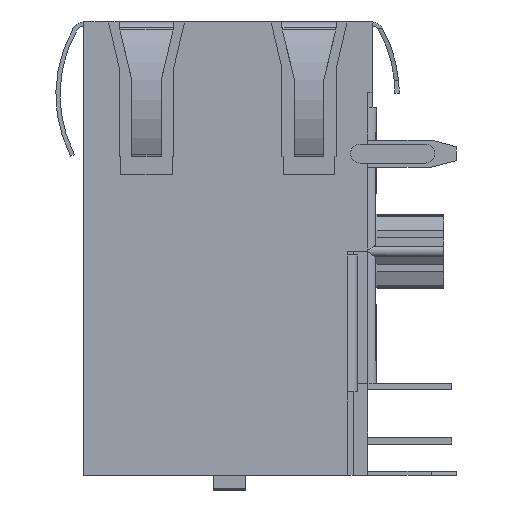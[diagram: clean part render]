
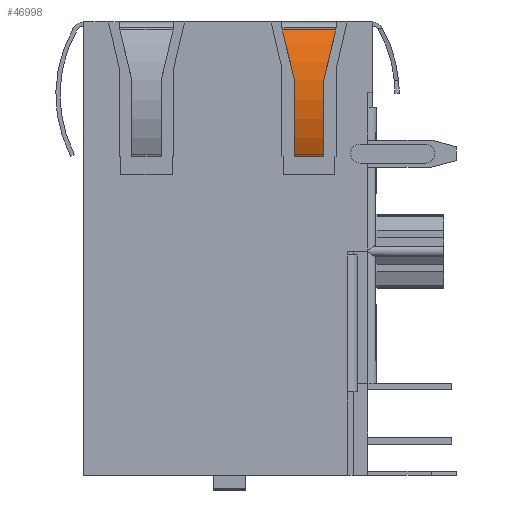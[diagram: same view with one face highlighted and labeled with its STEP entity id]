
A CAD part, left-side view. The second image highlights one B-rep face of the part: STEP entity #46998.
In plain terms, the highlighted cylindrical face has radius 6.346 mm (diameter 12.692 mm), a partial arc.
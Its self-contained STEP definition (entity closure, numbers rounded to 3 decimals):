
#16396=CARTESIAN_POINT('',(-30.797,-4.504,-2.717));
#16397=CARTESIAN_POINT('',(-30.703,-4.708,
-1.852));
#16398=CARTESIAN_POINT('',(-30.442,-4.9,
-1.038));
#16399=CARTESIAN_POINT('',(-30.01,-5.079,-0.277));
#16415=CARTESIAN_POINT('',(-30.01,-2.539,-0.277));
#16416=CARTESIAN_POINT('',(-30.442,-2.718,
-1.038));
#16417=CARTESIAN_POINT('',(-30.703,-2.91,
-1.852));
#16418=CARTESIAN_POINT('',(-30.797,-3.114,-2.717));
#16448=CARTESIAN_POINT('',(-24.489,-3.114,-3.406));
#16449=DIRECTION('',(0.,-1.,0.));
#16450=DIRECTION('',(-0.994,0.,0.109));
#16451=AXIS2_PLACEMENT_3D('',#16448,#16449,#16450);
#16457=DIRECTION('',(0.,-1.,0.));
#16458=VECTOR('',#16457,1.39);
#16459=CARTESIAN_POINT('',(-30.137,-3.114,-6.3));
#16460=LINE('',#16459,#16458);
#16465=DIRECTION('',(0.,-1.,0.));
#16466=VECTOR('',#16465,2.54);
#16467=CARTESIAN_POINT('',(-30.01,-2.539,-0.277));
#16468=LINE('',#16467,#16466);
#16473=CARTESIAN_POINT('',(-24.489,-4.504,-3.406));
#16474=DIRECTION('',(0.,1.,0.));
#16475=DIRECTION('',(-0.89,0.,-0.456));
#16476=AXIS2_PLACEMENT_3D('',#16473,#16474,#16475);
#24582=CARTESIAN_POINT('',(-30.01,-2.539,-0.277));
#24584=VERTEX_POINT('',#24582);
#24586=CARTESIAN_POINT('',(-30.01,-5.079,-0.277));
#24588=VERTEX_POINT('',#24586);
#24619=CARTESIAN_POINT('',(-30.137,-3.114,-6.3));
#24621=VERTEX_POINT('',#24619);
#24623=CARTESIAN_POINT('',(-30.137,-4.504,-6.3));
#24625=VERTEX_POINT('',#24623);
#24644=CARTESIAN_POINT('',(-30.797,-3.114,-2.717));
#24645=VERTEX_POINT('',#24644);
#24646=CARTESIAN_POINT('',(-30.797,-4.504,-2.717));
#24647=VERTEX_POINT('',#24646);
#46983=CARTESIAN_POINT('',(-24.489,-2.539,-3.406));
#46984=DIRECTION('',(0.,-1.,0.));
#46985=DIRECTION('',(0.,0.,-1.));
#46986=AXIS2_PLACEMENT_3D('',#46983,#46984,#46985);
#46987=CYLINDRICAL_SURFACE('',#46986,6.346);
#46988=ORIENTED_EDGE('',*,*,#46964,.F.);
#46989=ORIENTED_EDGE('',*,*,#46931,.F.);
#46991=ORIENTED_EDGE('',*,*,#46990,.T.);
#46992=ORIENTED_EDGE('',*,*,#46899,.F.);
#46994=ORIENTED_EDGE('',*,*,#46993,.F.);
#46995=ORIENTED_EDGE('',*,*,#46975,.F.);
#46996=EDGE_LOOP('',(#46988,#46989,#46991,#46992,#46994,#46995));
#46997=FACE_OUTER_BOUND('',#46996,.F.);
#46998=ADVANCED_FACE('',(#46997),#46987,.T.);
#16400=B_SPLINE_CURVE_WITH_KNOTS('',3,(#16396,#16397,#16398,#16399),
.UNSPECIFIED.,.F.,.F.,(4,4),(0.,1.),.UNSPECIFIED.);
#16419=B_SPLINE_CURVE_WITH_KNOTS('',3,(#16415,#16416,#16417,#16418),
.UNSPECIFIED.,.F.,.F.,(4,4),(0.,1.),.UNSPECIFIED.);
#16452=CIRCLE('',#16451,6.346);
#16477=CIRCLE('',#16476,6.346);
#46899=EDGE_CURVE('',#24647,#24588,#16400,.T.);
#46931=EDGE_CURVE('',#24584,#24645,#16419,.T.);
#46964=EDGE_CURVE('',#24645,#24621,#16452,.T.);
#46975=EDGE_CURVE('',#24621,#24625,#16460,.T.);
#46990=EDGE_CURVE('',#24584,#24588,#16468,.T.);
#46993=EDGE_CURVE('',#24625,#24647,#16477,.T.);
